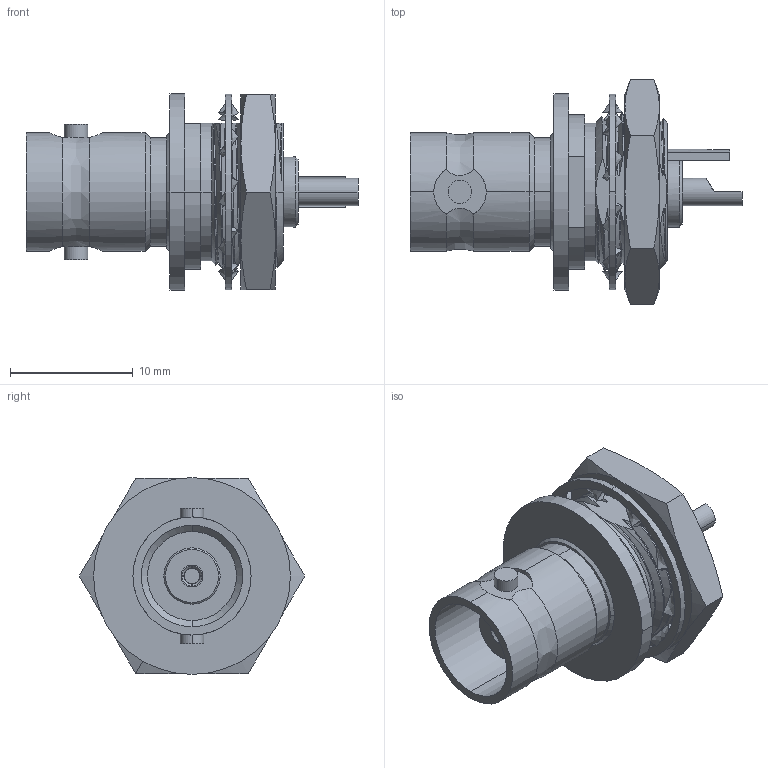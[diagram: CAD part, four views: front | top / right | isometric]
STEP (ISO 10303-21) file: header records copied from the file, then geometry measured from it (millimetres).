
FILE_DESCRIPTION (( 'STEP AP203' ), '1' );
FILE_NAME ('PE4318.step', '2018-10-23T22:59:06', ( '' ), ( '' ), 'SwSTEP 2.0', 'SolidWorks 2017', '' );
FILE_SCHEMA (( 'CONFIG_CONTROL_DESIGN' ));
Length unit declared in the file: inch
Products named in the file (1): PE4318
Bounding box: 27 x 18.33 x 16 mm (x, y, z)
Volume: 1854.1 mm3; surface area: 2582.9 mm2
Topology: 4 solids, 4 shells, 247 faces, 694 edges, 466 vertices
Faces by surface type: cylinder 79, bspline 66, plane 65, cone 37
Entity records: 14554 total; most frequent: CARTESIAN_POINT 8709, ORIENTED_EDGE 1388, DIRECTION 979, EDGE_CURVE 694, VERTEX_POINT 466, AXIS2_PLACEMENT_3D 362, EDGE_LOOP 264, LINE 255
